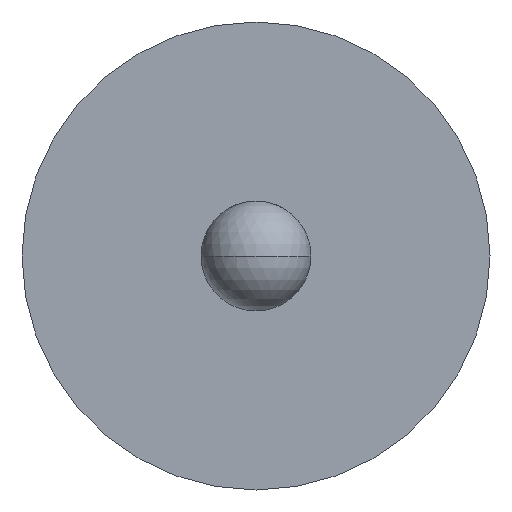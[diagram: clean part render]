
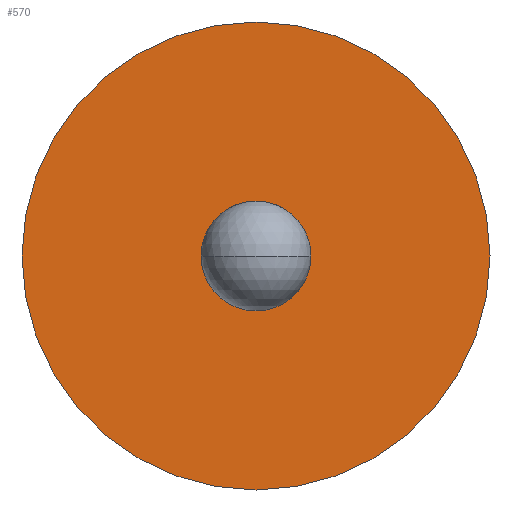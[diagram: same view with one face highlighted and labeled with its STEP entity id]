
A CAD part, left-side view. The second image highlights one B-rep face of the part: STEP entity #570.
In plain terms, the highlighted planar face has unit normal (-1, 0, 0).
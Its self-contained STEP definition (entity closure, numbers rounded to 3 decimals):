
#10 = CARTESIAN_POINT ( 'NONE',  ( -0.875, -0.215, 0. ) ) ;
#18 = CARTESIAN_POINT ( 'NONE',  ( -0.875, 0., 0. ) ) ;
#25 = CIRCLE ( 'NONE', #738, 0.215 ) ;
#59 = AXIS2_PLACEMENT_3D ( 'NONE', #18, #745, #680 ) ;
#64 = VERTEX_POINT ( 'NONE', #10 ) ;
#72 = EDGE_CURVE ( 'NONE', #617, #342, #813, .T. ) ;
#84 = EDGE_CURVE ( 'NONE', #64, #115, #214, .T. ) ;
#85 = CARTESIAN_POINT ( 'NONE',  ( -0.875, 0.215, 0. ) ) ;
#98 = CARTESIAN_POINT ( 'NONE',  ( -0.875, -0.915, 0. ) ) ;
#115 = VERTEX_POINT ( 'NONE', #85 ) ;
#123 = EDGE_LOOP ( 'NONE', ( #388, #840 ) ) ;
#160 = CARTESIAN_POINT ( 'NONE',  ( -0.875, 0.215, 0. ) ) ;
#199 = PLANE ( 'NONE',  #265 ) ;
#208 = DIRECTION ( 'NONE',  ( 0., -1., 0. ) ) ;
#214 = CIRCLE ( 'NONE', #59, 0.215 ) ;
#256 = EDGE_LOOP ( 'NONE', ( #781, #851 ) ) ;
#265 = AXIS2_PLACEMENT_3D ( 'NONE', #160, #422, #208 ) ;
#297 = DIRECTION ( 'NONE',  ( 0., 1., 0. ) ) ;
#326 = FACE_OUTER_BOUND ( 'NONE', #256, .T. ) ;
#342 = VERTEX_POINT ( 'NONE', #98 ) ;
#388 = ORIENTED_EDGE ( 'NONE', *, *, #780, .T. ) ;
#399 = DIRECTION ( 'NONE',  ( 0., 1., 0. ) ) ;
#404 = AXIS2_PLACEMENT_3D ( 'NONE', #548, #468, #427 ) ;
#422 = DIRECTION ( 'NONE',  ( -1., 0., 0. ) ) ;
#427 = DIRECTION ( 'NONE',  ( 0., 1., 0. ) ) ;
#428 = CARTESIAN_POINT ( 'NONE',  ( -0.875, 0.915, 0. ) ) ;
#433 = CARTESIAN_POINT ( 'NONE',  ( -0.875, 0., 0. ) ) ;
#468 = DIRECTION ( 'NONE',  ( 1., 0., 0. ) ) ;
#542 = FACE_BOUND ( 'NONE', #123, .T. ) ;
#548 = CARTESIAN_POINT ( 'NONE',  ( -0.875, 0., 0. ) ) ;
#570 = ADVANCED_FACE ( 'NONE', ( #542, #326 ), #199, .T. ) ;
#575 = DIRECTION ( 'NONE',  ( 1., 0., 0. ) ) ;
#579 = EDGE_CURVE ( 'NONE', #342, #617, #612, .T. ) ;
#612 = CIRCLE ( 'NONE', #684, 0.915 ) ;
#617 = VERTEX_POINT ( 'NONE', #428 ) ;
#680 = DIRECTION ( 'NONE',  ( 0., 1., 0. ) ) ;
#684 = AXIS2_PLACEMENT_3D ( 'NONE', #433, #814, #297 ) ;
#738 = AXIS2_PLACEMENT_3D ( 'NONE', #854, #575, #399 ) ;
#745 = DIRECTION ( 'NONE',  ( 1., 0., 0. ) ) ;
#780 = EDGE_CURVE ( 'NONE', #115, #64, #25, .T. ) ;
#781 = ORIENTED_EDGE ( 'NONE', *, *, #72, .F. ) ;
#813 = CIRCLE ( 'NONE', #404, 0.915 ) ;
#814 = DIRECTION ( 'NONE',  ( 1., 0., 0. ) ) ;
#840 = ORIENTED_EDGE ( 'NONE', *, *, #84, .T. ) ;
#851 = ORIENTED_EDGE ( 'NONE', *, *, #579, .F. ) ;
#854 = CARTESIAN_POINT ( 'NONE',  ( -0.875, 0., 0. ) ) ;
